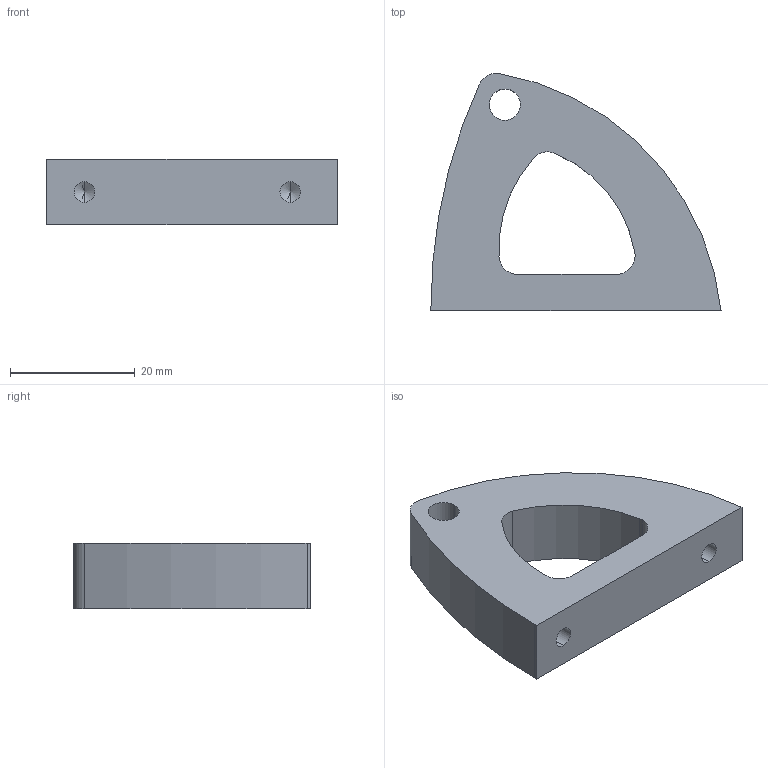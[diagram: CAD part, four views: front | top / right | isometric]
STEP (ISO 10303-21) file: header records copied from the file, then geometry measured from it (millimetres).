
FILE_DESCRIPTION (( 'STEP AP203' ), '1' );
FILE_NAME ('support moteur V3.STEP', '2019-06-27T10:56:38', ( '' ), ( '' ), 'SwSTEP 2.0', 'SolidWorks 2016', '' );
FILE_SCHEMA (( 'CONFIG_CONTROL_DESIGN' ));
Length unit declared in the file: millimetre
Products named in the file (1): support moteur V3
Bounding box: 46.5 x 38.01 x 10.5 mm (x, y, z)
Volume: 9797.5 mm3; surface area: 4519.1 mm2
Topology: 1 solids, 1 shells, 24 faces, 62 edges, 38 vertices
Faces by surface type: cylinder 16, cone 4, plane 4
Entity records: 803 total; most frequent: DIRECTION 140, CARTESIAN_POINT 121, ORIENTED_EDGE 116, EDGE_CURVE 58, AXIS2_PLACEMENT_3D 57, VERTEX_POINT 38, CIRCLE 32, EDGE_LOOP 30
